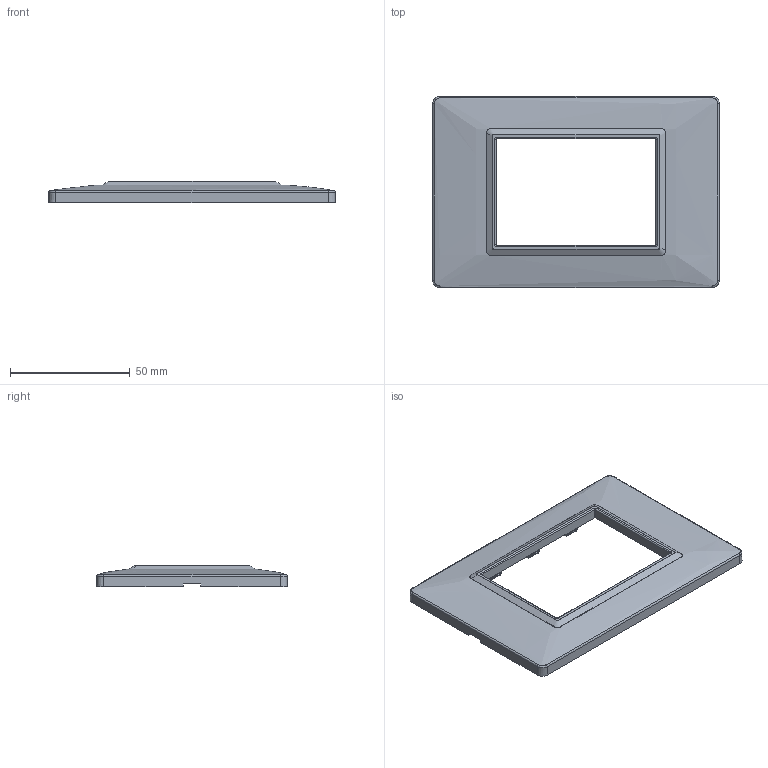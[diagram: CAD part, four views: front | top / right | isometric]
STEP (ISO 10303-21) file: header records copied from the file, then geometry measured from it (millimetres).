
FILE_DESCRIPTION (( 'STEP AP214' ), '1' );
FILE_NAME ('THREE-WAY-FRAME.STEP', '2024-01-27T05:00:40', ( '' ), ( '' ), 'SwSTEP 2.0', 'SolidWorks 2016', '' );
FILE_SCHEMA (( 'AUTOMOTIVE_DESIGN' ));
Length unit declared in the file: millimetre
Products named in the file (1): THREE-WAY-FRAME
Bounding box: 120 x 80 x 8.8 mm (x, y, z)
Volume: 13571.7 mm3; surface area: 19004.9 mm2
Topology: 1 solids, 1 shells, 798 faces, 2244 edges, 1488 vertices
Faces by surface type: plane 490, bspline 260, cylinder 40, cone 8
Entity records: 57488 total; most frequent: CARTESIAN_POINT 39813, ORIENTED_EDGE 4488, DIRECTION 2364, EDGE_CURVE 2244, VERTEX_POINT 1488, B_SPLINE_CURVE_WITH_KNOTS 1048, LINE 1010, VECTOR 1010
